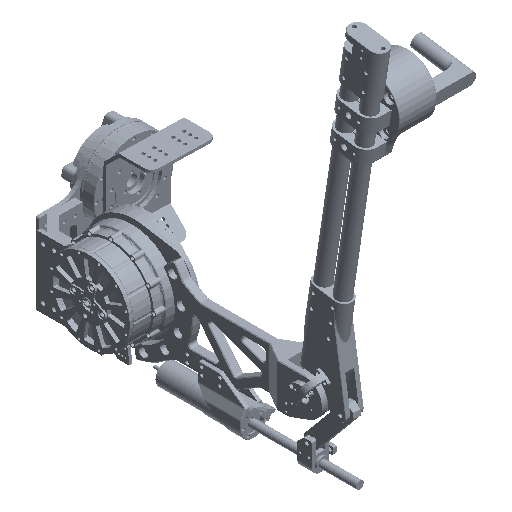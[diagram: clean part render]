
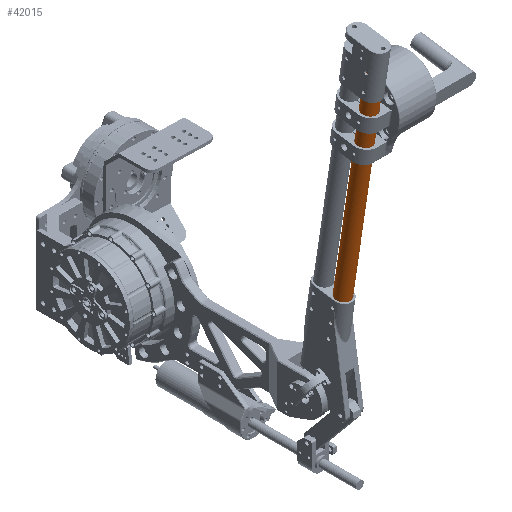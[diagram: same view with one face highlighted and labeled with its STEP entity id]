
A CAD part, isometric view. The second image highlights one B-rep face of the part: STEP entity #42015.
In plain terms, the highlighted cylindrical face has radius 10 mm (diameter 20 mm), a full revolution.
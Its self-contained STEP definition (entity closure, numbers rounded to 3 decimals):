
#4563=FACE_OUTER_BOUND('',#7544,.T.);
#7544=EDGE_LOOP('',(#33412,#33413,#33414,#33415));
#10599=LINE('',#69813,#13536);
#13536=VECTOR('',#55881,10.);
#16651=CIRCLE('',#46855,10.);
#16654=CIRCLE('',#46860,10.);
#19706=VERTEX_POINT('',#69802);
#19709=VERTEX_POINT('',#69811);
#24608=EDGE_CURVE('',#19706,#19706,#16651,.T.);
#24612=EDGE_CURVE('',#19709,#19709,#16654,.T.);
#24613=EDGE_CURVE('',#19709,#19706,#10599,.T.);
#33412=ORIENTED_EDGE('',*,*,#24612,.F.);
#33413=ORIENTED_EDGE('',*,*,#24613,.T.);
#33414=ORIENTED_EDGE('',*,*,#24608,.F.);
#33415=ORIENTED_EDGE('',*,*,#24613,.F.);
#40311=CYLINDRICAL_SURFACE('',#46859,10.);
#42015=ADVANCED_FACE('',(#4563),#40311,.T.);
#46855=AXIS2_PLACEMENT_3D('',#69803,#55868,#55869);
#46859=AXIS2_PLACEMENT_3D('',#69810,#55877,#55878);
#46860=AXIS2_PLACEMENT_3D('',#69812,#55879,#55880);
#55868=DIRECTION('center_axis',(0.,-1.,0.));
#55869=DIRECTION('ref_axis',(-1.,0.,0.));
#55877=DIRECTION('center_axis',(0.,1.,0.));
#55878=DIRECTION('ref_axis',(-1.,0.,0.));
#55879=DIRECTION('center_axis',(0.,1.,0.));
#55880=DIRECTION('ref_axis',(-1.,0.,0.));
#55881=DIRECTION('',(0.,-1.,0.));
#69802=CARTESIAN_POINT('',(10.,-180.,0.));
#69803=CARTESIAN_POINT('Origin',(0.,-180.,0.));
#69810=CARTESIAN_POINT('Origin',(0.,0.,0.));
#69811=CARTESIAN_POINT('',(10.,180.,0.));
#69812=CARTESIAN_POINT('Origin',(0.,180.,0.));
#69813=CARTESIAN_POINT('',(10.,0.,0.));
